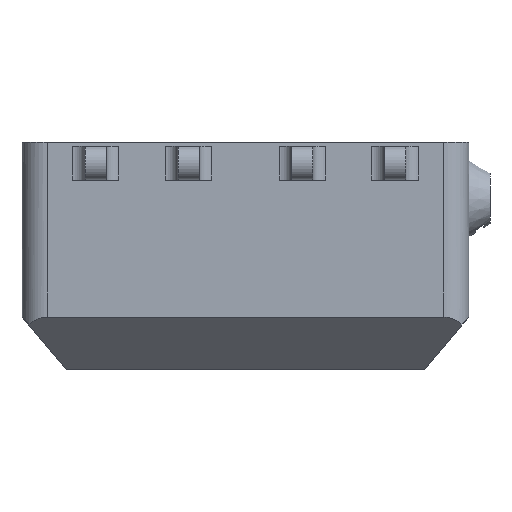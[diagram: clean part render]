
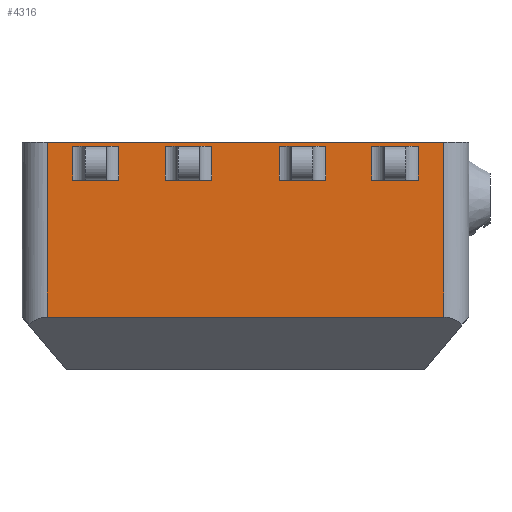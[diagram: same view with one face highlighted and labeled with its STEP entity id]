
A CAD part, left-side view. The second image highlights one B-rep face of the part: STEP entity #4316.
In plain terms, the highlighted planar face has unit normal (-1, 0, 0).
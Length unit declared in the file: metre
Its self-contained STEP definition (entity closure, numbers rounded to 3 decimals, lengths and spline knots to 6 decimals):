
#463=ORIENTED_EDGE('',*,*,#1729,.T.);
#464=ORIENTED_EDGE('',*,*,#1730,.T.);
#465=ORIENTED_EDGE('',*,*,#1731,.F.);
#466=ORIENTED_EDGE('',*,*,#1732,.T.);
#467=ORIENTED_EDGE('',*,*,#1733,.T.);
#468=ORIENTED_EDGE('',*,*,#1734,.T.);
#469=ORIENTED_EDGE('',*,*,#1735,.F.);
#470=ORIENTED_EDGE('',*,*,#1736,.T.);
#471=ORIENTED_EDGE('',*,*,#1737,.T.);
#472=ORIENTED_EDGE('',*,*,#1738,.F.);
#473=ORIENTED_EDGE('',*,*,#1739,.T.);
#474=ORIENTED_EDGE('',*,*,#1740,.T.);
#475=ORIENTED_EDGE('',*,*,#1741,.F.);
#476=ORIENTED_EDGE('',*,*,#1742,.T.);
#477=ORIENTED_EDGE('',*,*,#1743,.T.);
#478=ORIENTED_EDGE('',*,*,#1744,.T.);
#479=ORIENTED_EDGE('',*,*,#1745,.F.);
#480=ORIENTED_EDGE('',*,*,#1746,.T.);
#481=ORIENTED_EDGE('',*,*,#1747,.T.);
#482=ORIENTED_EDGE('',*,*,#1748,.T.);
#1729=EDGE_CURVE('',#2358,#2359,#2755,.T.);
#1730=EDGE_CURVE('',#2359,#2360,#2756,.F.);
#1731=EDGE_CURVE('',#2361,#2360,#2757,.T.);
#1732=EDGE_CURVE('',#2361,#2358,#2758,.T.);
#1733=EDGE_CURVE('',#2362,#2363,#2759,.T.);
#1734=EDGE_CURVE('',#2363,#2364,#2760,.F.);
#1735=EDGE_CURVE('',#2365,#2364,#2761,.T.);
#1736=EDGE_CURVE('',#2365,#2362,#2762,.T.);
#1737=EDGE_CURVE('',#2366,#2367,#2763,.F.);
#1738=EDGE_CURVE('',#2368,#2367,#2764,.T.);
#1739=EDGE_CURVE('',#2368,#2369,#2765,.T.);
#1740=EDGE_CURVE('',#2369,#2366,#2766,.F.);
#1741=EDGE_CURVE('',#2370,#2371,#2767,.T.);
#1742=EDGE_CURVE('',#2370,#2372,#2768,.F.);
#1743=EDGE_CURVE('',#2372,#2373,#2769,.T.);
#1744=EDGE_CURVE('',#2373,#2371,#2770,.T.);
#1745=EDGE_CURVE('',#2374,#2375,#2771,.T.);
#1746=EDGE_CURVE('',#2374,#2376,#2772,.F.);
#1747=EDGE_CURVE('',#2376,#2377,#2773,.T.);
#1748=EDGE_CURVE('',#2377,#2375,#2774,.T.);
#2358=VERTEX_POINT('',#6627);
#2359=VERTEX_POINT('',#6628);
#2360=VERTEX_POINT('',#6630);
#2361=VERTEX_POINT('',#6632);
#2362=VERTEX_POINT('',#6635);
#2363=VERTEX_POINT('',#6636);
#2364=VERTEX_POINT('',#6638);
#2365=VERTEX_POINT('',#6640);
#2366=VERTEX_POINT('',#6643);
#2367=VERTEX_POINT('',#6644);
#2368=VERTEX_POINT('',#6646);
#2369=VERTEX_POINT('',#6648);
#2370=VERTEX_POINT('',#6651);
#2371=VERTEX_POINT('',#6652);
#2372=VERTEX_POINT('',#6654);
#2373=VERTEX_POINT('',#6656);
#2374=VERTEX_POINT('',#6659);
#2375=VERTEX_POINT('',#6660);
#2376=VERTEX_POINT('',#6662);
#2377=VERTEX_POINT('',#6664);
#2755=LINE('',#6626,#3193);
#2756=LINE('',#6629,#3194);
#2757=LINE('',#6631,#3195);
#2758=LINE('',#6633,#3196);
#2759=LINE('',#6634,#3197);
#2760=LINE('',#6637,#3198);
#2761=LINE('',#6639,#3199);
#2762=LINE('',#6641,#3200);
#2763=LINE('',#6642,#3201);
#2764=LINE('',#6645,#3202);
#2765=LINE('',#6647,#3203);
#2766=LINE('',#6649,#3204);
#2767=LINE('',#6650,#3205);
#2768=LINE('',#6653,#3206);
#2769=LINE('',#6655,#3207);
#2770=LINE('',#6657,#3208);
#2771=LINE('',#6658,#3209);
#2772=LINE('',#6661,#3210);
#2773=LINE('',#6663,#3211);
#2774=LINE('',#6665,#3212);
#3193=VECTOR('',#5222,1.);
#3194=VECTOR('',#5223,1.);
#3195=VECTOR('',#5224,1.);
#3196=VECTOR('',#5225,1.);
#3197=VECTOR('',#5226,1.);
#3198=VECTOR('',#5227,1.);
#3199=VECTOR('',#5228,1.);
#3200=VECTOR('',#5229,1.);
#3201=VECTOR('',#5230,1.);
#3202=VECTOR('',#5231,1.);
#3203=VECTOR('',#5232,1.);
#3204=VECTOR('',#5233,1.);
#3205=VECTOR('',#5234,1.);
#3206=VECTOR('',#5235,1.);
#3207=VECTOR('',#5236,1.);
#3208=VECTOR('',#5237,1.);
#3209=VECTOR('',#5238,1.);
#3210=VECTOR('',#5239,1.);
#3211=VECTOR('',#5240,1.);
#3212=VECTOR('',#5241,1.);
#3546=EDGE_LOOP('',(#463,#464,#465,#466));
#3547=EDGE_LOOP('',(#467,#468,#469,#470));
#3548=EDGE_LOOP('',(#471,#472,#473,#474));
#3549=EDGE_LOOP('',(#475,#476,#477,#478));
#3550=EDGE_LOOP('',(#479,#480,#481,#482));
#3862=FACE_BOUND('',#3546,.T.);
#3863=FACE_BOUND('',#3547,.T.);
#3864=FACE_BOUND('',#3548,.T.);
#3865=FACE_BOUND('',#3549,.T.);
#3866=FACE_BOUND('',#3550,.T.);
#4163=PLANE('',#4616);
#4316=ADVANCED_FACE('',(#3862,#3863,#3864,#3865,#3866),#4163,.F.);
#4616=AXIS2_PLACEMENT_3D('',#6625,#5220,#5221);
#5220=DIRECTION('',(1.,0.,0.));
#5221=DIRECTION('',(0.,1.,0.));
#5222=DIRECTION('',(0.,-1.,0.));
#5223=DIRECTION('',(0.,0.,1.));
#5224=DIRECTION('',(0.,-1.,0.));
#5225=DIRECTION('',(0.,0.,1.));
#5226=DIRECTION('',(0.,-1.,0.));
#5227=DIRECTION('',(0.,0.,1.));
#5228=DIRECTION('',(0.,-1.,0.));
#5229=DIRECTION('',(0.,0.,1.));
#5230=DIRECTION('',(0.,0.,-1.));
#5231=DIRECTION('',(0.,-1.,0.));
#5232=DIRECTION('',(0.,0.,-1.));
#5233=DIRECTION('',(0.,1.,0.));
#5234=DIRECTION('',(0.,1.,0.));
#5235=DIRECTION('',(0.,0.,1.));
#5236=DIRECTION('',(0.,1.,0.));
#5237=DIRECTION('',(0.,0.,1.));
#5238=DIRECTION('',(0.,1.,0.));
#5239=DIRECTION('',(0.,0.,1.));
#5240=DIRECTION('',(0.,1.,0.));
#5241=DIRECTION('',(0.,0.,1.));
#6625=CARTESIAN_POINT('',(-0.035,0.,0.008));
#6626=CARTESIAN_POINT('',(-0.035,-0.011,0.035));
#6627=CARTESIAN_POINT('',(-0.035,-0.008,0.035));
#6628=CARTESIAN_POINT('',(-0.035,-0.019,0.035));
#6629=CARTESIAN_POINT('',(-0.035,-0.019,0.027));
#6630=CARTESIAN_POINT('',(-0.035,-0.019,0.027));
#6631=CARTESIAN_POINT('',(-0.035,-0.011,0.027));
#6632=CARTESIAN_POINT('',(-0.035,-0.008,0.027));
#6633=CARTESIAN_POINT('',(-0.035,-0.008,0.008));
#6634=CARTESIAN_POINT('',(-0.035,-0.033,0.035));
#6635=CARTESIAN_POINT('',(-0.035,-0.03,0.035));
#6636=CARTESIAN_POINT('',(-0.035,-0.041,0.035));
#6637=CARTESIAN_POINT('',(-0.035,-0.041,0.027));
#6638=CARTESIAN_POINT('',(-0.035,-0.041,0.027));
#6639=CARTESIAN_POINT('',(-0.035,-0.033,0.027));
#6640=CARTESIAN_POINT('',(-0.035,-0.03,0.027));
#6641=CARTESIAN_POINT('',(-0.035,-0.03,0.008));
#6642=CARTESIAN_POINT('',(-0.035,-0.047,0.008));
#6643=CARTESIAN_POINT('',(-0.035,-0.047,-0.0055));
#6644=CARTESIAN_POINT('',(-0.035,-0.047,0.036));
#6645=CARTESIAN_POINT('',(-0.035,0.,0.036));
#6646=CARTESIAN_POINT('',(-0.035,0.047,0.036));
#6647=CARTESIAN_POINT('',(-0.035,0.047,-0.0054));
#6648=CARTESIAN_POINT('',(-0.035,0.047,-0.0055));
#6649=CARTESIAN_POINT('',(-0.035,0.,-0.0055));
#6650=CARTESIAN_POINT('',(-0.035,0.033,0.035));
#6651=CARTESIAN_POINT('',(-0.035,0.03,0.035));
#6652=CARTESIAN_POINT('',(-0.035,0.041,0.035));
#6653=CARTESIAN_POINT('',(-0.035,0.03,0.027));
#6654=CARTESIAN_POINT('',(-0.035,0.03,0.027));
#6655=CARTESIAN_POINT('',(-0.035,0.033,0.027));
#6656=CARTESIAN_POINT('',(-0.035,0.041,0.027));
#6657=CARTESIAN_POINT('',(-0.035,0.041,0.008));
#6658=CARTESIAN_POINT('',(-0.035,0.011,0.035));
#6659=CARTESIAN_POINT('',(-0.035,0.008,0.035));
#6660=CARTESIAN_POINT('',(-0.035,0.019,0.035));
#6661=CARTESIAN_POINT('',(-0.035,0.008,0.027));
#6662=CARTESIAN_POINT('',(-0.035,0.008,0.027));
#6663=CARTESIAN_POINT('',(-0.035,0.011,0.027));
#6664=CARTESIAN_POINT('',(-0.035,0.019,0.027));
#6665=CARTESIAN_POINT('',(-0.035,0.019,0.008));
